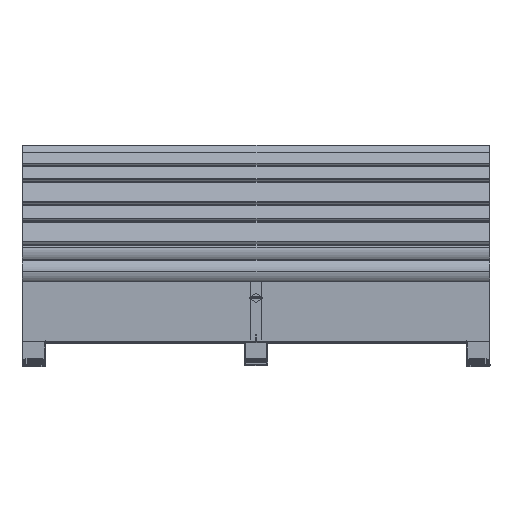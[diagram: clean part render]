
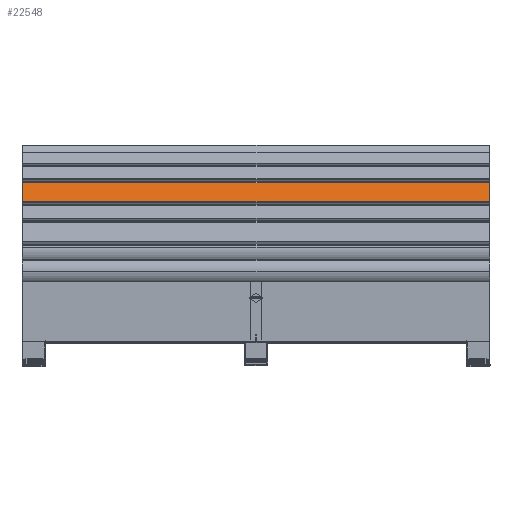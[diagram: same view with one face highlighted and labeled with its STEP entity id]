
A CAD part, top view. The second image highlights one B-rep face of the part: STEP entity #22548.
In plain terms, the highlighted face is planar.
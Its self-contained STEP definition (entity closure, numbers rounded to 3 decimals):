
#103 = LINE ( 'NONE', #363, #7558 ) ;
#353 = DIRECTION ( 'NONE',  ( -1., 0., 0. ) ) ;
#363 = CARTESIAN_POINT ( 'NONE',  ( 997., 20., -45. ) ) ;
#1113 = VERTEX_POINT ( 'NONE', #36633 ) ;
#2618 = CARTESIAN_POINT ( 'NONE',  ( -997., 20., 45. ) ) ;
#3143 = LINE ( 'NONE', #18952, #37284 ) ;
#3227 = VERTEX_POINT ( 'NONE', #30866 ) ;
#4981 = AXIS2_PLACEMENT_3D ( 'NONE', #43115, #43384, #51182 ) ;
#7558 = VECTOR ( 'NONE', #15928, 1000. ) ;
#7616 = CARTESIAN_POINT ( 'NONE',  ( 1000., 20., -42. ) ) ;
#7880 = ORIENTED_EDGE ( 'NONE', *, *, #38038, .T. ) ;
#7918 = LINE ( 'NONE', #2618, #29422 ) ;
#8792 = VECTOR ( 'NONE', #353, 1000. ) ;
#9321 = EDGE_CURVE ( 'NONE', #27216, #3227, #103, .T. ) ;
#15928 = DIRECTION ( 'NONE',  ( 0., 0., -1. ) ) ;
#16303 = VERTEX_POINT ( 'NONE', #23068 ) ;
#18183 = DIRECTION ( 'NONE',  ( 0., 0., 1. ) ) ;
#18952 = CARTESIAN_POINT ( 'NONE',  ( 1000., 20., 42. ) ) ;
#20050 = PLANE ( 'NONE',  #4981 ) ;
#20278 = EDGE_CURVE ( 'NONE', #16303, #1113, #7918, .T. ) ;
#22548 = ADVANCED_FACE ( 'NONE', ( #43881 ), #20050, .F. ) ;
#23068 = CARTESIAN_POINT ( 'NONE',  ( -997., 20., -42. ) ) ;
#23942 = CARTESIAN_POINT ( 'NONE',  ( 997., 20., 42. ) ) ;
#27216 = VERTEX_POINT ( 'NONE', #23942 ) ;
#29422 = VECTOR ( 'NONE', #18183, 1000. ) ;
#30637 = LINE ( 'NONE', #7616, #8792 ) ;
#30866 = CARTESIAN_POINT ( 'NONE',  ( 997., 20., -42. ) ) ;
#36633 = CARTESIAN_POINT ( 'NONE',  ( -997., 20., 42. ) ) ;
#36778 = EDGE_CURVE ( 'NONE', #1113, #27216, #3143, .T. ) ;
#37284 = VECTOR ( 'NONE', #41996, 1000. ) ;
#38038 = EDGE_CURVE ( 'NONE', #3227, #16303, #30637, .T. ) ;
#41996 = DIRECTION ( 'NONE',  ( 1., 0., 0. ) ) ;
#43115 = CARTESIAN_POINT ( 'NONE',  ( 1000., 20., -45. ) ) ;
#43384 = DIRECTION ( 'NONE',  ( 0., -1., 0. ) ) ;
#43726 = ORIENTED_EDGE ( 'NONE', *, *, #20278, .T. ) ;
#43881 = FACE_OUTER_BOUND ( 'NONE', #47532, .T. ) ;
#47532 = EDGE_LOOP ( 'NONE', ( #49942, #7880, #43726, #51061 ) ) ;
#49942 = ORIENTED_EDGE ( 'NONE', *, *, #9321, .T. ) ;
#51061 = ORIENTED_EDGE ( 'NONE', *, *, #36778, .T. ) ;
#51182 = DIRECTION ( 'NONE',  ( 0., 0., -1. ) ) ;
